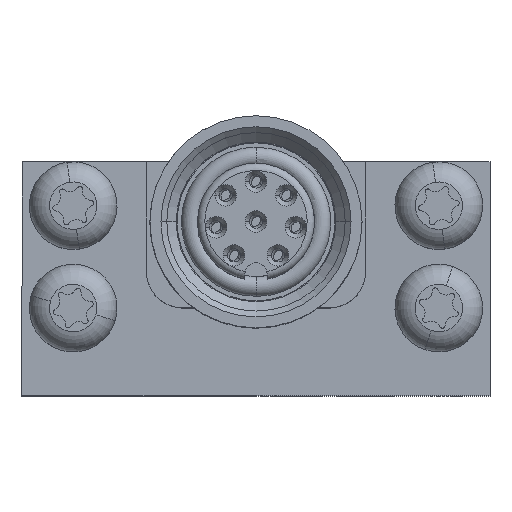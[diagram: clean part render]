
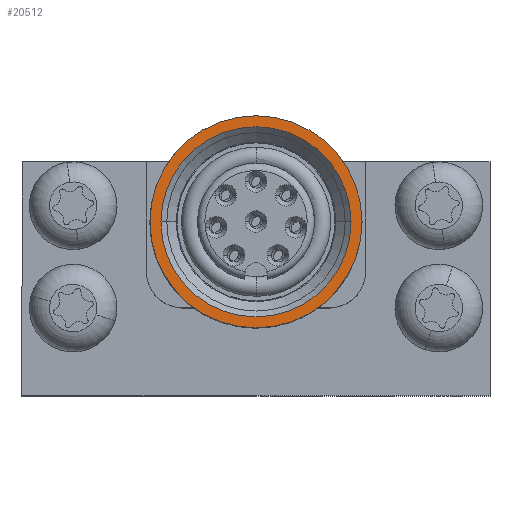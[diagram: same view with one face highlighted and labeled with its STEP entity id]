
A CAD part, top view. The second image highlights one B-rep face of the part: STEP entity #20512.
In plain terms, the highlighted planar face has unit normal (0, 0, 1).
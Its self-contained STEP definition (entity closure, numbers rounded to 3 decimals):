
#70 = PLANE ( 'NONE',  #2588 ) ;
#785 = CIRCLE ( 'NONE', #20933, 6.5 ) ;
#2588 = AXIS2_PLACEMENT_3D ( 'NONE', #6929, #13830, #10071 ) ;
#2961 = DIRECTION ( 'NONE',  ( -1., 0., 0. ) ) ;
#3730 = CARTESIAN_POINT ( 'NONE',  ( 7.25, 3.74, 105.396 ) ) ;
#3864 = AXIS2_PLACEMENT_3D ( 'NONE', #8592, #11759, #10053 ) ;
#5135 = FACE_OUTER_BOUND ( 'NONE', #8748, .T. ) ;
#5955 = DIRECTION ( 'NONE',  ( 0., 0., -1. ) ) ;
#6335 = DIRECTION ( 'NONE',  ( -1., 0., 0. ) ) ;
#6929 = CARTESIAN_POINT ( 'NONE',  ( -7.25, 3.74, 105.396 ) ) ;
#7069 = CARTESIAN_POINT ( 'NONE',  ( -6.5, 3.74, 105.396 ) ) ;
#7116 = EDGE_LOOP ( 'NONE', ( #16210, #13380 ) ) ;
#7241 = EDGE_CURVE ( 'NONE', #17464, #11592, #10705, .T. ) ;
#8592 = CARTESIAN_POINT ( 'NONE',  ( 0., 3.74, 105.396 ) ) ;
#8748 = EDGE_LOOP ( 'NONE', ( #10621, #17991 ) ) ;
#9030 = VERTEX_POINT ( 'NONE', #9702 ) ;
#9702 = CARTESIAN_POINT ( 'NONE',  ( 6.5, 3.74, 105.396 ) ) ;
#9813 = DIRECTION ( 'NONE',  ( 0., 0., -1. ) ) ;
#9979 = EDGE_CURVE ( 'NONE', #9030, #19119, #19904, .T. ) ;
#10053 = DIRECTION ( 'NONE',  ( -1., 0., 0. ) ) ;
#10071 = DIRECTION ( 'NONE',  ( 1., 0., 0. ) ) ;
#10621 = ORIENTED_EDGE ( 'NONE', *, *, #20924, .F. ) ;
#10705 = CIRCLE ( 'NONE', #13990, 7.25 ) ;
#11240 = CARTESIAN_POINT ( 'NONE',  ( 0., 3.74, 105.396 ) ) ;
#11592 = VERTEX_POINT ( 'NONE', #18526 ) ;
#11633 = DIRECTION ( 'NONE',  ( 0., 0., -1. ) ) ;
#11759 = DIRECTION ( 'NONE',  ( 0., 0., -1. ) ) ;
#11964 = EDGE_CURVE ( 'NONE', #19119, #9030, #785, .T. ) ;
#12603 = DIRECTION ( 'NONE',  ( -1., 0., 0. ) ) ;
#13380 = ORIENTED_EDGE ( 'NONE', *, *, #11964, .T. ) ;
#13830 = DIRECTION ( 'NONE',  ( 0., 0., 1. ) ) ;
#13990 = AXIS2_PLACEMENT_3D ( 'NONE', #18491, #9813, #6335 ) ;
#16210 = ORIENTED_EDGE ( 'NONE', *, *, #9979, .T. ) ;
#17464 = VERTEX_POINT ( 'NONE', #3730 ) ;
#17533 = CIRCLE ( 'NONE', #3864, 7.25 ) ;
#17991 = ORIENTED_EDGE ( 'NONE', *, *, #7241, .F. ) ;
#18393 = CARTESIAN_POINT ( 'NONE',  ( 0., 3.74, 105.396 ) ) ;
#18461 = AXIS2_PLACEMENT_3D ( 'NONE', #11240, #5955, #12603 ) ;
#18491 = CARTESIAN_POINT ( 'NONE',  ( 0., 3.74, 105.396 ) ) ;
#18526 = CARTESIAN_POINT ( 'NONE',  ( -7.25, 3.74, 105.396 ) ) ;
#18650 = FACE_BOUND ( 'NONE', #7116, .T. ) ;
#19119 = VERTEX_POINT ( 'NONE', #7069 ) ;
#19904 = CIRCLE ( 'NONE', #18461, 6.5 ) ;
#20512 = ADVANCED_FACE ( 'NONE', ( #5135, #18650 ), #70, .T. ) ;
#20924 = EDGE_CURVE ( 'NONE', #11592, #17464, #17533, .T. ) ;
#20933 = AXIS2_PLACEMENT_3D ( 'NONE', #18393, #11633, #2961 ) ;
